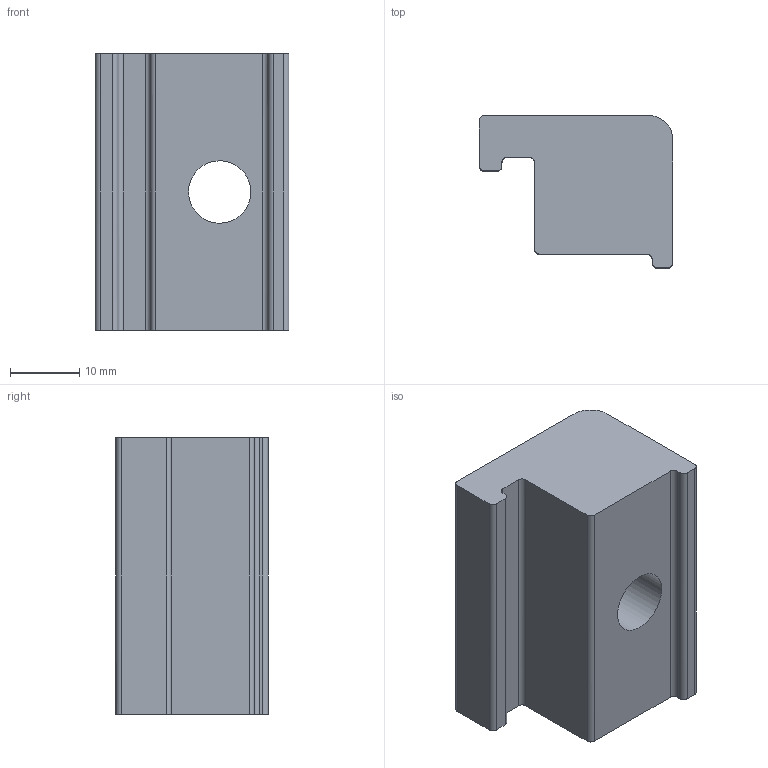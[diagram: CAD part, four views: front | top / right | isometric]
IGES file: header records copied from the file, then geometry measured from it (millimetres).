
Global section: file name: SZ6550N; native system: Autodesk Inventor 2015; preprocessor: unknown; author: Deerberg; date: 20151118.112447; units: millimetre
Bounding box: 28 x 22 x 40 mm (x, y, z)
Volume: 16013.1 mm3; surface area: 5507 mm2
Topology: 1 solids, 1 shells, 25 faces, 70 edges, 47 vertices
Faces by surface type: bspline 25
